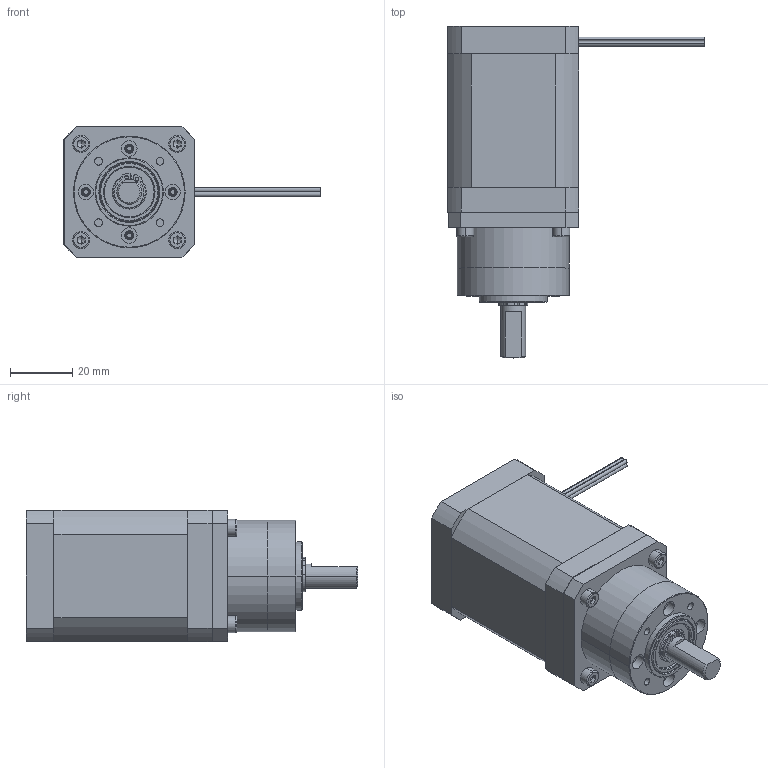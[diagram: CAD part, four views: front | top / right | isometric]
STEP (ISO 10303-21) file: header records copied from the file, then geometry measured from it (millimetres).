
FILE_DESCRIPTION (( 'STEP AP203' ), '1' );
FILE_NAME ('42H260-1684AG3.71.STEP', '2022-10-18T02:52:04', ( '' ), ( '' ), 'SwSTEP 2.0', 'SolidWorks 2020', '' );
FILE_SCHEMA (( 'CONFIG_CONTROL_DESIGN' ));
Length unit declared in the file: millimetre
Products named in the file (13): PLA36-003ヶ傷裔; M3蹟隊52; 42B-D19; PLA36-002怀堤粣; 42H260-1684AG3.71; 粣8縐遠; 42隅赽43; hexagon socket head cap screws gb_GB_FASTENER_SCREWS_HSHCS M3X6-N; PLA36-013齿圈; PLA36-004綴傷裔; 珨撰熬厒掀; 42A-D19; 698ZZ 19x8x6
Assembly tree (19 placements, depth 3):
  42H260-1684AG3.71
    42A-D19
    42B-D19
    42隅赽43
    M3蹟隊52  x4
    珨撰熬厒掀
      PLA36-004綴傷裔
      PLA36-013齿圈
      PLA36-003ヶ傷裔
      PLA36-002怀堤粣
      698ZZ 19x8x6  x2
      粣8縐遠
    hexagon socket head cap screws gb_GB_FASTENER_SCREWS_HSHCS M3X6-N  x4
Bounding box: 82.75 x 107 x 42.3 mm (x, y, z)
Volume: 123234.1 mm3; surface area: 45496.1 mm2
Topology: 22 solids, 22 shells, 898 faces, 2294 edges, 1468 vertices
Faces by surface type: cylinder 559, plane 198, cone 85, torus 56
Entity records: 24431 total; most frequent: DIRECTION 4502, CARTESIAN_POINT 3852, ORIENTED_EDGE 3770, EDGE_CURVE 1885, AXIS2_PLACEMENT_3D 1879, VERTEX_POINT 1221, CIRCLE 1139, EDGE_LOOP 836
